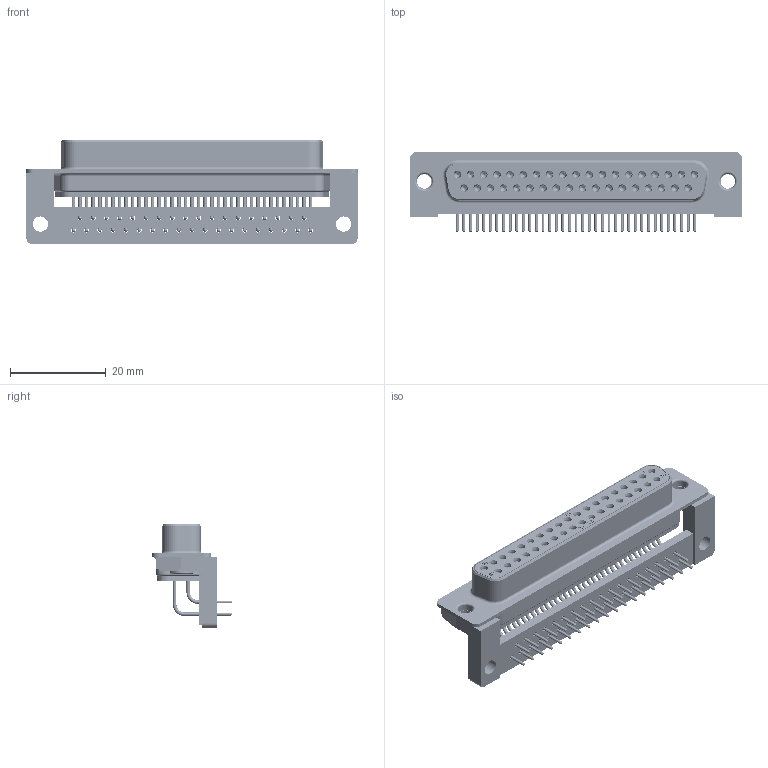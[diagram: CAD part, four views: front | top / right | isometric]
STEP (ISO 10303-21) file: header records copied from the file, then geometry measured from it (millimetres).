
FILE_DESCRIPTION(/* description */ ('Unknown'),/* implementation_level */ '2;1');
FILE_NAME(/* name */ '216612043',/* time_stamp */ '2019-04-04T16:03:28+08:00',/* author */ ('Unknown'),/* organization */ ('Unknown'),/* preprocessor_version */ 'ST-DEVELOPER v16.7',/* originating_system */ 'DEX',/* authorisation */ $);
FILE_SCHEMA (('AUTOMOTIVE_DESIGN {1 0 10303 214 3 1 1}'));
Length unit declared in the file: millimetre
Products named in the file (10): 216612043; N00639_BG; R+B00098_C15F_BG; R+B00098_C16F_BG; R+B00157_BG; R+B00496_BG; N00572_BG; N00752_BG; R+B00173_BG; R+B00104_female_BG
Assembly tree (46 placements, depth 2):
  216612043
    N00639_BG
    R+B00098_C15F_BG  x19
    R+B00098_C16F_BG  x18
    R+B00157_BG
    R+B00496_BG
    N00572_BG
    N00752_BG
    R+B00173_BG  x2
    R+B00104_female_BG  x2
Bounding box: 69.5 x 16.8 x 21.7 mm (x, y, z)
Volume: 6131.7 mm3; surface area: 16781.3 mm2
Topology: 46 solids, 46 shells, 6951 faces, 17146 edges, 10502 vertices
Faces by surface type: plane 5676, cylinder 615, cone 378, bspline 149, torus 133
Full cylindrical faces by diameter (mm): 0.242 x2, 0.281 x2, 0.6 x37, 0.7 x37, 0.75 x74, 1 x37, 1.15 x37, 1.28 x37, 1.3 x37, 1.7 x37, 2 x74, 2.18 x37, 2.22 x74, 3 x2, 3.2 x4, 3.3 x2, 4 x2, 4.06 x4, 4.08 x2, 4.3 x2, 5 x6
Entity records: 43686 total; most frequent: CARTESIAN_POINT 13832, DIRECTION 5680, ORIENTED_EDGE 5490, EDGE_CURVE 2745, AXIS2_PLACEMENT_3D 2168, VERTEX_POINT 1946, FACE_BOUND 1941, EDGE_LOOP 1939
